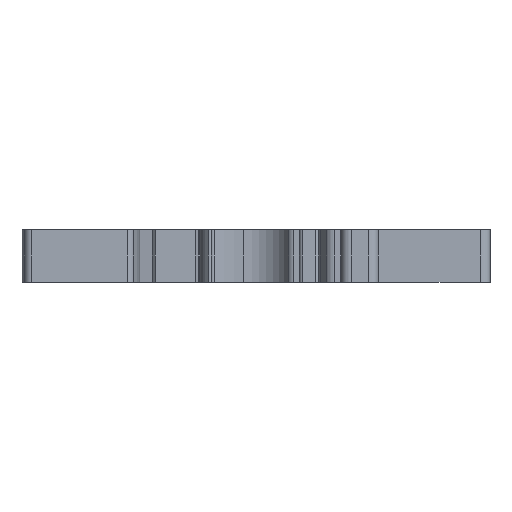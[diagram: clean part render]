
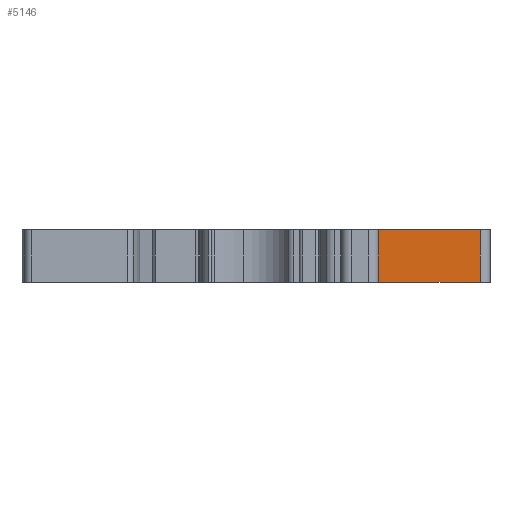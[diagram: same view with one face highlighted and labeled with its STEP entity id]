
A CAD part, front view. The second image highlights one B-rep face of the part: STEP entity #5146.
In plain terms, the highlighted planar face has unit normal (0, -1, 0).
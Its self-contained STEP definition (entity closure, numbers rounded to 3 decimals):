
#36=DIRECTION('',(1.,0.,0.));
#37=VECTOR('',#36,15.85);
#38=CARTESIAN_POINT('',(19.05,-16.227,-4.1));
#39=LINE('',#38,#37);
#1113=DIRECTION('',(1.,0.,0.));
#1114=VECTOR('',#1113,15.85);
#1115=CARTESIAN_POINT('',(19.05,-16.227,4.1));
#1116=LINE('',#1115,#1114);
#1952=DIRECTION('',(0.,0.,1.));
#1953=VECTOR('',#1952,8.2);
#1954=CARTESIAN_POINT('',(34.9,-16.227,-4.1));
#1955=LINE('',#1954,#1953);
#1956=DIRECTION('',(0.,0.,1.));
#1957=VECTOR('',#1956,8.2);
#1958=CARTESIAN_POINT('',(19.05,-16.227,-4.1));
#1959=LINE('',#1958,#1957);
#1980=CARTESIAN_POINT('',(19.05,-16.227,-4.1));
#1981=VERTEX_POINT('',#1980);
#1982=CARTESIAN_POINT('',(34.9,-16.227,-4.1));
#1983=VERTEX_POINT('',#1982);
#2195=CARTESIAN_POINT('',(19.05,-16.227,4.1));
#2196=VERTEX_POINT('',#2195);
#2197=CARTESIAN_POINT('',(34.9,-16.227,4.1));
#2198=VERTEX_POINT('',#2197);
#5134=CARTESIAN_POINT('',(19.05,-16.227,-4.1));
#5135=DIRECTION('',(0.,-1.,0.));
#5136=DIRECTION('',(1.,0.,0.));
#5137=AXIS2_PLACEMENT_3D('',#5134,#5135,#5136);
#5138=PLANE('',#5137);
#5139=ORIENTED_EDGE('',*,*,#2581,.F.);
#5141=ORIENTED_EDGE('',*,*,#5140,.T.);
#5142=ORIENTED_EDGE('',*,*,#4073,.T.);
#5143=ORIENTED_EDGE('',*,*,#5127,.F.);
#5144=EDGE_LOOP('',(#5139,#5141,#5142,#5143));
#5145=FACE_OUTER_BOUND('',#5144,.F.);
#2581=EDGE_CURVE('',#1981,#1983,#39,.T.);
#4073=EDGE_CURVE('',#2196,#2198,#1116,.T.);
#5127=EDGE_CURVE('',#1983,#2198,#1955,.T.);
#5140=EDGE_CURVE('',#1981,#2196,#1959,.T.);
#5146=ADVANCED_FACE('',(#5145),#5138,.T.);
